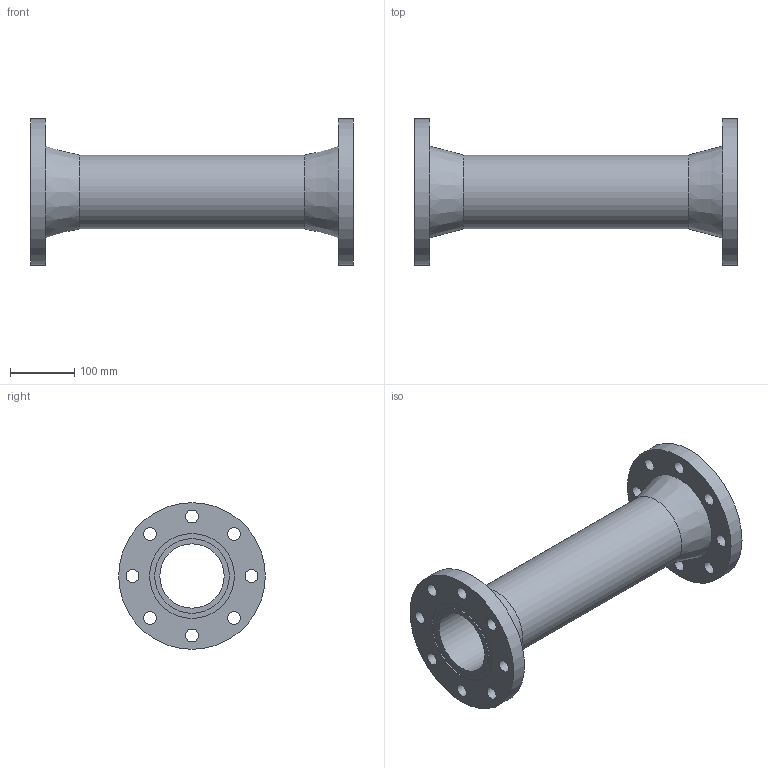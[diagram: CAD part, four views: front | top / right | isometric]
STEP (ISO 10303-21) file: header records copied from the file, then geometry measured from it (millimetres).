
FILE_DESCRIPTION(/* description */ (''),/* implementation_level */ '2;1');
FILE_NAME(/* name */ '9ef288de-0612-11ec-97f5-02e31e77bdb1.step',/* time_stamp */ '2021-08-26T02:09:26+00:00',/* author */ (''),/* organization */ (''),/* preprocessor_version */ 'ST-DEVELOPER v18.1',/* originating_system */ 'Autodesk Translation Framework v10.6.0.1341',/* authorisation */ '');
FILE_SCHEMA (('AUTOMOTIVE_DESIGN { 1 0 10303 214 3 1 1 }'));
Length unit declared in the file: centimetre
Products named in the file (1): temp_body
Bounding box: 502 x 228 x 228 mm (x, y, z)
Volume: 2873066.6 mm3; surface area: 495036.5 mm2
Topology: 1 solids, 1 shells, 34 faces, 78 edges, 52 vertices
Faces by surface type: cylinder 24, plane 8, cone 2
Full cylindrical faces by diameter (mm): 20 x16, 100 x1, 115 x1, 116 x2, 132 x2, 228 x2
Entity records: 1102 total; most frequent: DIRECTION 200, CARTESIAN_POINT 165, ORIENTED_EDGE 156, AXIS2_PLACEMENT_3D 87, EDGE_CURVE 78, EDGE_LOOP 74, CIRCLE 52, VERTEX_POINT 52
